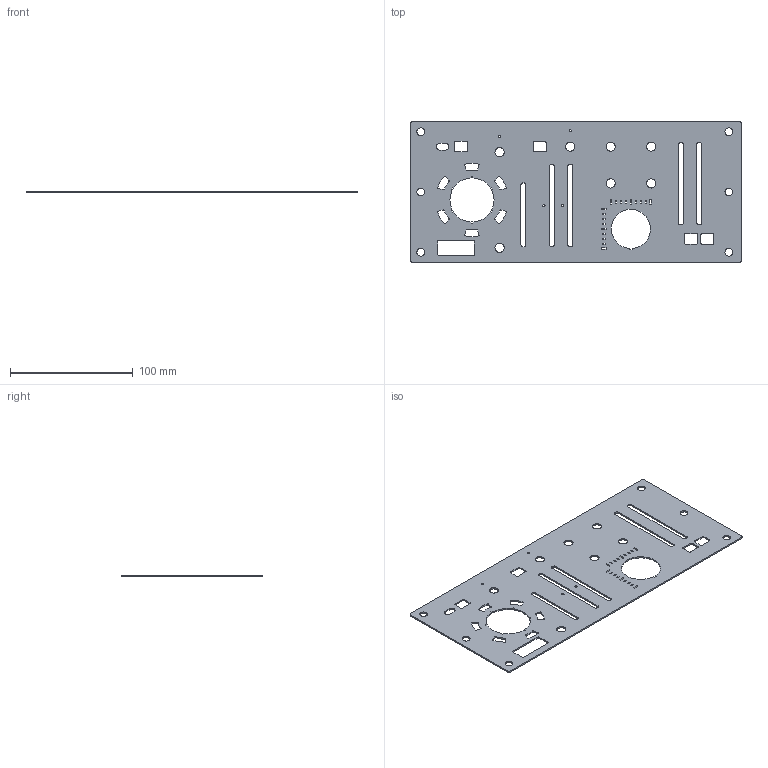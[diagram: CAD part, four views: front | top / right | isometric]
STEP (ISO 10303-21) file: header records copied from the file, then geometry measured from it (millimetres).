
FILE_DESCRIPTION(('FreeCAD Model'),'2;1');
FILE_NAME('Faceplate_V1_1.step','2020-01-10T17:07:33',('Author'),(''), 'Open CASCADE STEP processor 7.3','FreeCAD','Unknown');
FILE_SCHEMA(('AUTOMOTIVE_DESIGN { 1 0 10303 214 1 1 1 1 }'));
Length unit declared in the file: millimetre
Products named in the file (1): Body
Bounding box: 270 x 115 x 1.2 mm (x, y, z)
Volume: 31521.1 mm3; surface area: 55595.2 mm2
Topology: 1 solids, 1 shells, 333 faces, 993 edges, 662 vertices
Faces by surface type: cylinder 156, plane 153, bspline 24
Full cylindrical faces by diameter (mm): 1.8 x4, 6.3 x6, 7.5 x7
Entity records: 28611 total; most frequent: CARTESIAN_POINT 9219, DIRECTION 3517, LINE 2115, VECTOR 2115, ORIENTED_EDGE 1986, PCURVE 1986, DEFINITIONAL_REPRESENTATION 1986, EDGE_CURVE 993
